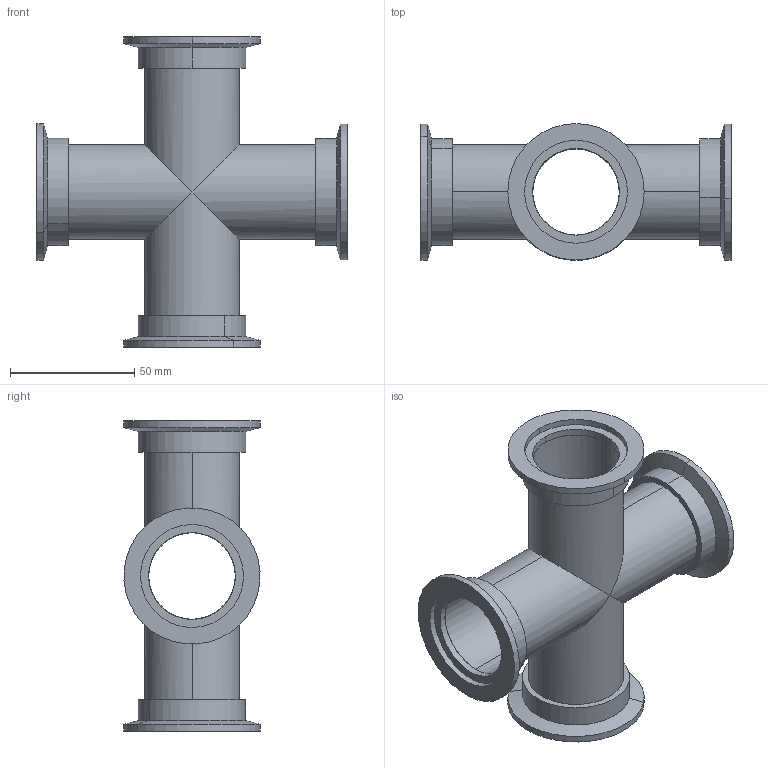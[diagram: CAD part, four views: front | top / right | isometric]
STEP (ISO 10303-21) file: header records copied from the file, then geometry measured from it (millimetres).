
FILE_DESCRIPTION (( 'STEP AP214' ), '1' );
FILE_NAME ('725002.STEP', '2024-01-04T17:01:51', ( '' ), ( '' ), 'SwSTEP 2.0', 'SolidWorks 2022', '' );
FILE_SCHEMA (( 'AUTOMOTIVE_DESIGN' ));
Length unit declared in the file: inch
Products named in the file (3): 405502; 725002; 713003-99
Assembly tree (5 placements, depth 2):
  725002
    405502
    713003-99  x4
Bounding box: 124.92 x 54.86 x 124.92 mm (x, y, z)
Volume: 62960 mm3; surface area: 66378.6 mm2
Topology: 5 solids, 5 shells, 84 faces, 176 edges, 108 vertices
Faces by surface type: cylinder 56, plane 20, cone 8
Entity records: 1156 total; most frequent: CARTESIAN_POINT 220, DIRECTION 188, ORIENTED_EDGE 160, EDGE_CURVE 80, AXIS2_PLACEMENT_3D 80, VERTEX_POINT 48, EDGE_LOOP 44, ADVANCED_FACE 36
